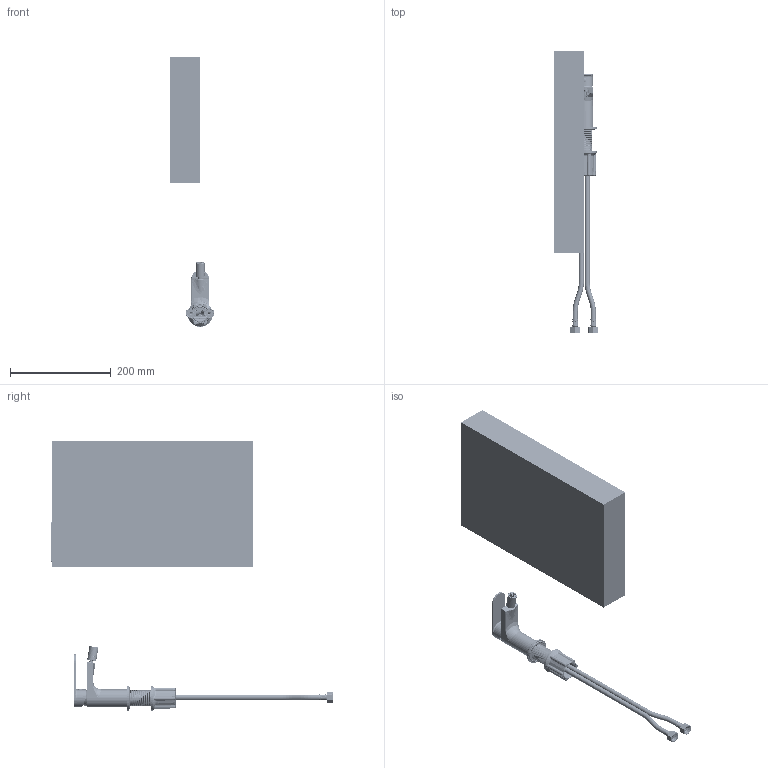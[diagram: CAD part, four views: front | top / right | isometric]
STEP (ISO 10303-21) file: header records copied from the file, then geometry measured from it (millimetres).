
FILE_DESCRIPTION((''),'2;1');
FILE_NAME('AUNO301','2023-04-19T12:02:01',('michelaferrini'),(''),'CREO PARAMETRIC BY PTC INC, 2022164','CREO PARAMETRIC BY PTC INC, 2022164','');
FILE_SCHEMA(('CONFIG_CONTROL_DESIGN'));
Products named in the file (45): AUNO301C002; SFDMAC0001; SVGMAC0008; SORMAC0019; SCRPKC0348; SCRPKC0343; SCRPKC0338; SCRPKC0344; SCRPKC0339; SCRPKC0340; SCRPKC0341; SCRPKC0345; SCRPKC0346; SCRPKC0347; SCRPKA0052; SCRMAA0016; SGRMAC0009; SCCMAC0013; AUNO005C001; SVGMAC0006; SPLMAC0001; SBTMAC0002; SFSPKC0024; SFSPKC0064; SFSPKC0071; SFSPKC0076; SFSPKC0095; SORPKC0018; SGUPKC0007; SFSPKA0025; SFSMAA0001; SGAMAC0001; SCDMAC0006; SSNMAC0002; SSNMAC0003; SGUMAC0014; SARMAC0010; SGUMAC0013; SSNMAA0001; SSOMAC0002 ...
Assembly tree (46 placements, depth 4):
  AUNO301
    AUNO301C002
    SFDMAC0001
    SVGMAC0008
    SORMAC0019
    SCRMAA0016
      SCRPKA0052
        SCRPKC0348
        SCRPKC0343
        SCRPKC0338
        SCRPKC0344
        SCRPKC0339
        SCRPKC0340
        SCRPKC0341
        SCRPKC0345
        SCRPKC0346
        SCRPKC0347
    SGRMAC0009
    SCCMAC0013
    AUNO005C001
    SVGMAC0006
    SPLMAC0001
    SBTMAC0002
    SFSMAA0001  x2
      SFSPKA0025
        SFSPKC0024
        SFSPKC0064
        SFSPKC0071  x2
        SFSPKC0076
        SFSPKC0095
        SORPKC0018
        SGUPKC0007
    SGAMAC0001
    SCDMAC0006
    SSNMAA0001
      SSNMAC0002
      SSNMAC0003
      SGUMAC0014
      SARMAC0010
      SGUMAC0013
    SSOMAC0002
    SETMAC0005
    SSAMAC0002
    SORMAC0014
    SISMAC0001
Bounding box: 87.5 x 558 x 535 mm (x, y, z)
Volume: 1059081.2 mm3; surface area: 1033296.5 mm2
Topology: 48 solids, 67 shells, 3508 faces, 8954 edges, 5625 vertices
Faces by surface type: plane 1285, cylinder 1035, bspline 436, torus 413, cone 298, sphere 39, extrusion 2
Entity records: 163131 total; most frequent: CARTESIAN_POINT 91411, ORIENTED_EDGE 15551, DIRECTION 13737, EDGE_CURVE 7809, AXIS2_PLACEMENT_3D 5057, VERTEX_POINT 4955, VECTOR 3623, LINE 3621
